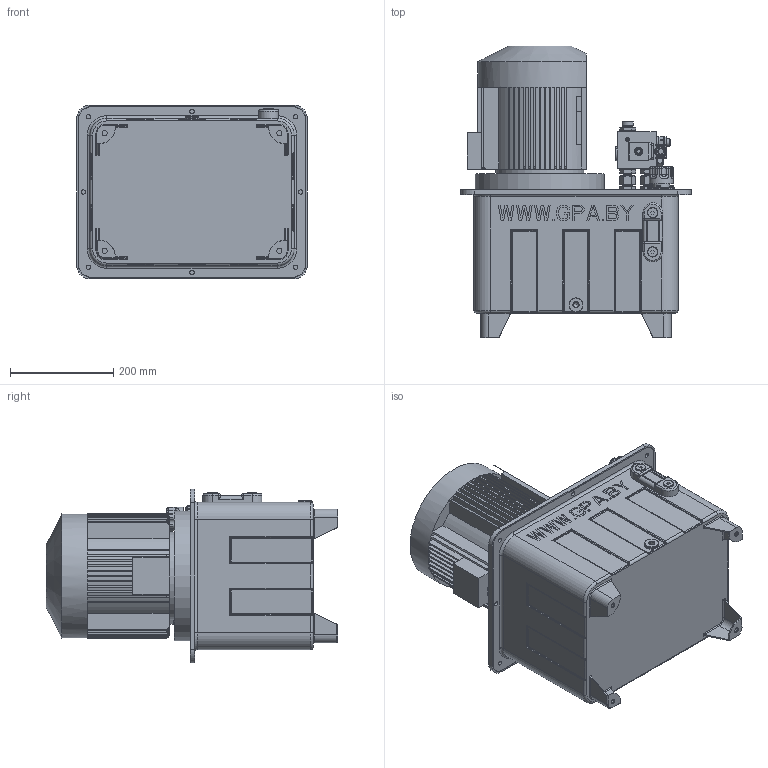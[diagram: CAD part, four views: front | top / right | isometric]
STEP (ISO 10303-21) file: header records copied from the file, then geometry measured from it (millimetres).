
FILE_DESCRIPTION(('STEP AP214'), '1');
FILE_NAME('ÓÃ20.03.001 Óñòàíîâêà ãèäðàâëè÷åñêàÿ ÃÑ', '2021-02-12T11:04:06', (' '), (''), 'ASCON STEP Converter 1.3', 'ASCON Math Kernel', '');
FILE_SCHEMA(('AUTOMOTIVE_DESIGN { 1 0 10303 214 3 1 1}'));
Length unit declared in the file: millimetre
Products named in the file (1): 蚚20.03.001 
Bounding box: 446 x 564.5 x 336 mm (x, y, z)
Volume: 12028450.1 mm3; surface area: 1957810.2 mm2
Topology: 1 solids, 29 shells, 2140 faces, 5160 edges, 3248 vertices
Faces by surface type: plane 986, cylinder 629, cone 235, torus 147, bspline 75, extrusion 52, sphere 16
Full cylindrical faces by diameter (mm): 1.9 x7, 2 x5, 2.586 x6, 3 x6, 4 x4, 5 x7, 5.4 x3, 5.5 x1, 6 x10, 6.5 x4, 6.8 x2, 7 x5, 8 x4, 8.3 x3, 8.4 x1, 8.5 x8, 9.5 x2, 9.7 x1, 9.9 x1, 10 x16, 10.5 x1, 11 x6, 11.3 x3, 11.317 x1, 12 x5, 12.5 x7, 12.7 x4, 13 x2, 13.5 x1, 14 x6
Entity records: 117127 total; most frequent: CARTESIAN_POINT 53293, ORIENTED_EDGE 9481, DIRECTION 8985, EDGE_CURVE 4742, AXIS2_PLACEMENT_3D 3354, VERTEX_POINT 3225, EDGE_LOOP 2820, VECTOR 2277
